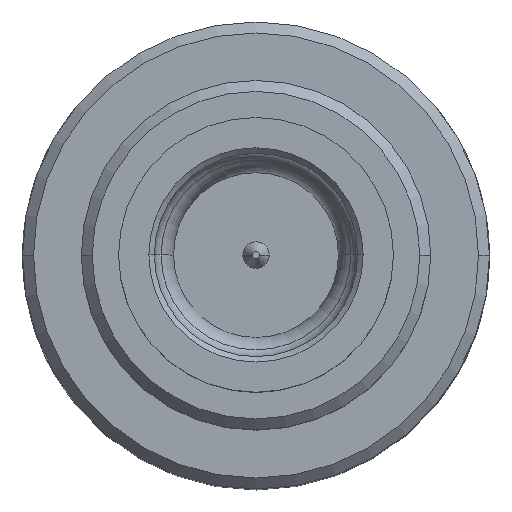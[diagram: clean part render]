
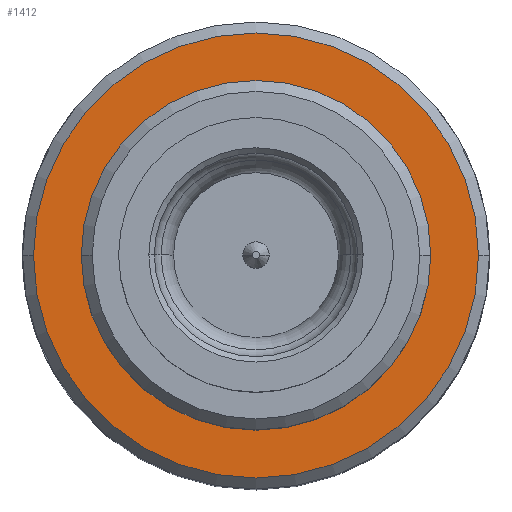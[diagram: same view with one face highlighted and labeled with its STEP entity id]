
A CAD part, top view. The second image highlights one B-rep face of the part: STEP entity #1412.
In plain terms, the highlighted planar face has unit normal (0, 0, 1).
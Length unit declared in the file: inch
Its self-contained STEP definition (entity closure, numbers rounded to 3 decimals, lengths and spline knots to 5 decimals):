
#259 = DIRECTION ( 'NONE',  ( 0., 0., 1. ) ) ;
#645 = CIRCLE ( 'NONE', #1181, 0.07972 ) ;
#669 = DIRECTION ( 'NONE',  ( 0., 0., 1. ) ) ;
#694 = CIRCLE ( 'NONE', #1129, 0.07972 ) ;
#977 = CARTESIAN_POINT ( 'NONE',  ( 0.20397, 0.26419, 0.48019 ) ) ;
#1053 = DIRECTION ( 'NONE',  ( -1., 0., 0. ) ) ;
#1123 = DIRECTION ( 'NONE',  ( 0., 0., 1. ) ) ;
#1129 = AXIS2_PLACEMENT_3D ( 'NONE', #977, #1499, #1053 ) ;
#1144 = DIRECTION ( 'NONE',  ( -1., 0., 0. ) ) ;
#1181 = AXIS2_PLACEMENT_3D ( 'NONE', #5457, #259, #1144 ) ;
#1266 = VERTEX_POINT ( 'NONE', #2507 ) ;
#1332 = DIRECTION ( 'NONE',  ( 0., 0., -1. ) ) ;
#1412 = ADVANCED_FACE ( 'NONE', ( #2094, #4058 ), #2820, .F. ) ;
#1499 = DIRECTION ( 'NONE',  ( 0., 0., 1. ) ) ;
#1515 = DIRECTION ( 'NONE',  ( -1., 0., 0. ) ) ;
#1582 = AXIS2_PLACEMENT_3D ( 'NONE', #3083, #1332, #2575 ) ;
#1670 = EDGE_CURVE ( 'NONE', #2167, #1266, #694, .T. ) ;
#1778 = CIRCLE ( 'NONE', #2862, 0.0626 ) ;
#2094 = FACE_BOUND ( 'NONE', #2545, .T. ) ;
#2167 = VERTEX_POINT ( 'NONE', #2421 ) ;
#2223 = VERTEX_POINT ( 'NONE', #3750 ) ;
#2325 = ORIENTED_EDGE ( 'NONE', *, *, #3629, .F. ) ;
#2421 = CARTESIAN_POINT ( 'NONE',  ( 0.12425, 0.26419, 0.48019 ) ) ;
#2488 = CARTESIAN_POINT ( 'NONE',  ( 0.26657, 0.26419, 0.48019 ) ) ;
#2507 = CARTESIAN_POINT ( 'NONE',  ( 0.2837, 0.26419, 0.48019 ) ) ;
#2545 = EDGE_LOOP ( 'NONE', ( #3121, #2325 ) ) ;
#2575 = DIRECTION ( 'NONE',  ( 0., -1., 0. ) ) ;
#2776 = ORIENTED_EDGE ( 'NONE', *, *, #1670, .T. ) ;
#2820 = PLANE ( 'NONE',  #1582 ) ;
#2862 = AXIS2_PLACEMENT_3D ( 'NONE', #3752, #669, #3654 ) ;
#2941 = CIRCLE ( 'NONE', #3580, 0.0626 ) ;
#3083 = CARTESIAN_POINT ( 'NONE',  ( 0.20397, 0.26419, 0.48019 ) ) ;
#3121 = ORIENTED_EDGE ( 'NONE', *, *, #3784, .F. ) ;
#3535 = ORIENTED_EDGE ( 'NONE', *, *, #5109, .T. ) ;
#3580 = AXIS2_PLACEMENT_3D ( 'NONE', #4082, #1123, #1515 ) ;
#3629 = EDGE_CURVE ( 'NONE', #2223, #4161, #1778, .T. ) ;
#3654 = DIRECTION ( 'NONE',  ( -1., 0., 0. ) ) ;
#3750 = CARTESIAN_POINT ( 'NONE',  ( 0.14137, 0.26419, 0.48019 ) ) ;
#3752 = CARTESIAN_POINT ( 'NONE',  ( 0.20397, 0.26419, 0.48019 ) ) ;
#3784 = EDGE_CURVE ( 'NONE', #4161, #2223, #2941, .T. ) ;
#4058 = FACE_OUTER_BOUND ( 'NONE', #5033, .T. ) ;
#4082 = CARTESIAN_POINT ( 'NONE',  ( 0.20397, 0.26419, 0.48019 ) ) ;
#4161 = VERTEX_POINT ( 'NONE', #2488 ) ;
#5033 = EDGE_LOOP ( 'NONE', ( #2776, #3535 ) ) ;
#5109 = EDGE_CURVE ( 'NONE', #1266, #2167, #645, .T. ) ;
#5457 = CARTESIAN_POINT ( 'NONE',  ( 0.20397, 0.26419, 0.48019 ) ) ;
